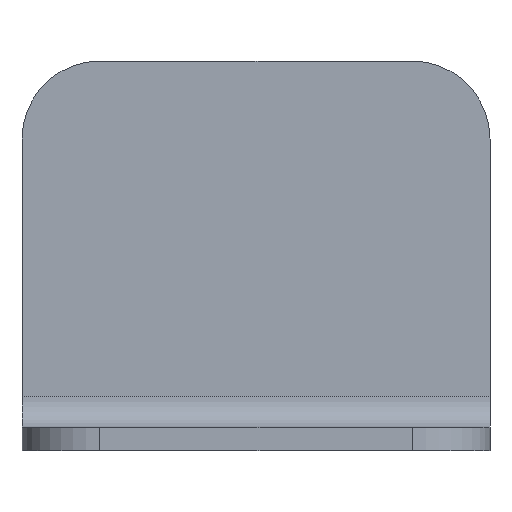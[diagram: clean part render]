
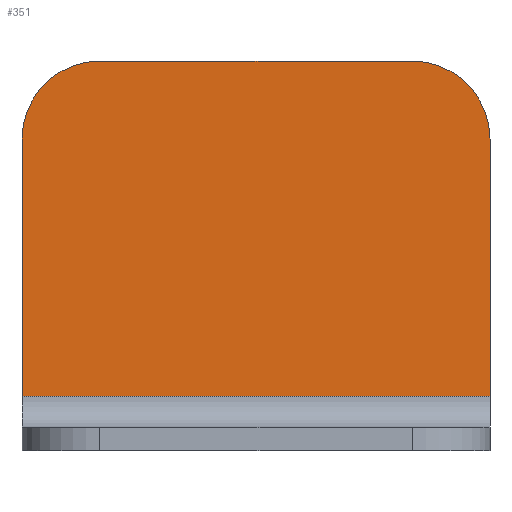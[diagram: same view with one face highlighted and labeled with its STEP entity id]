
A CAD part, left-side view. The second image highlights one B-rep face of the part: STEP entity #351.
In plain terms, the highlighted planar face has unit normal (-1, 0, 0).
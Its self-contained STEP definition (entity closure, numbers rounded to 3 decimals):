
#31=PLANE('',#396);
#47=FACE_OUTER_BOUND('',#67,.T.);
#67=EDGE_LOOP('',(#267,#268,#269,#270,#271,#272));
#89=CIRCLE('',#397,5.);
#90=CIRCLE('',#398,5.);
#100=LINE('',#528,#130);
#107=LINE('',#910,#137);
#108=LINE('',#913,#138);
#109=LINE('',#914,#139);
#130=VECTOR('',#435,30.);
#137=VECTOR('',#450,20.);
#138=VECTOR('',#453,16.5);
#139=VECTOR('',#454,16.5);
#162=VERTEX_POINT('',#522);
#164=VERTEX_POINT('',#526);
#173=VERTEX_POINT('',#906);
#174=VERTEX_POINT('',#907);
#175=VERTEX_POINT('',#909);
#176=VERTEX_POINT('',#911);
#196=EDGE_CURVE('',#162,#164,#100,.T.);
#211=EDGE_CURVE('',#173,#174,#89,.T.);
#212=EDGE_CURVE('',#175,#173,#107,.T.);
#213=EDGE_CURVE('',#176,#175,#90,.T.);
#214=EDGE_CURVE('',#176,#162,#108,.T.);
#215=EDGE_CURVE('',#174,#164,#109,.T.);
#267=ORIENTED_EDGE('',*,*,#211,.F.);
#268=ORIENTED_EDGE('',*,*,#212,.F.);
#269=ORIENTED_EDGE('',*,*,#213,.F.);
#270=ORIENTED_EDGE('',*,*,#214,.T.);
#271=ORIENTED_EDGE('',*,*,#196,.T.);
#272=ORIENTED_EDGE('',*,*,#215,.F.);
#351=ADVANCED_FACE('',(#47),#31,.T.);
#396=AXIS2_PLACEMENT_3D('',#905,#446,#447);
#397=AXIS2_PLACEMENT_3D('',#908,#448,#449);
#398=AXIS2_PLACEMENT_3D('',#912,#451,#452);
#435=DIRECTION('',(0.,-1.,0.));
#446=DIRECTION('center_axis',(-1.,0.,0.));
#447=DIRECTION('ref_axis',(0.,0.,1.));
#448=DIRECTION('center_axis',(1.,0.,0.));
#449=DIRECTION('ref_axis',(0.,0.,1.));
#450=DIRECTION('',(0.,-1.,0.));
#451=DIRECTION('center_axis',(1.,0.,0.));
#452=DIRECTION('ref_axis',(0.,1.,0.));
#453=DIRECTION('',(0.,0.,-1.));
#454=DIRECTION('',(0.,0.,-1.));
#522=CARTESIAN_POINT('',(2.,15.,3.5));
#526=CARTESIAN_POINT('',(2.,-15.,3.5));
#528=CARTESIAN_POINT('',(2.,15.,3.5));
#905=CARTESIAN_POINT('Origin',(2.,15.,25.));
#906=CARTESIAN_POINT('',(2.,-10.,25.));
#907=CARTESIAN_POINT('',(2.,-15.,20.));
#908=CARTESIAN_POINT('Origin',(2.,-10.,20.));
#909=CARTESIAN_POINT('',(2.,10.,25.));
#910=CARTESIAN_POINT('',(2.,10.,25.));
#911=CARTESIAN_POINT('',(2.,15.,20.));
#912=CARTESIAN_POINT('Origin',(2.,10.,20.));
#913=CARTESIAN_POINT('',(2.,15.,20.));
#914=CARTESIAN_POINT('',(2.,-15.,20.));
